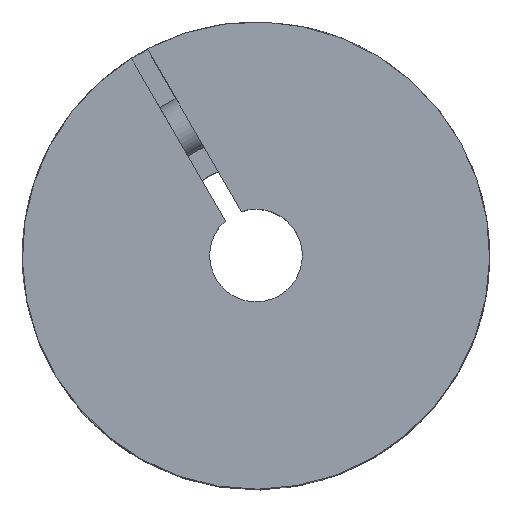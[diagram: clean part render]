
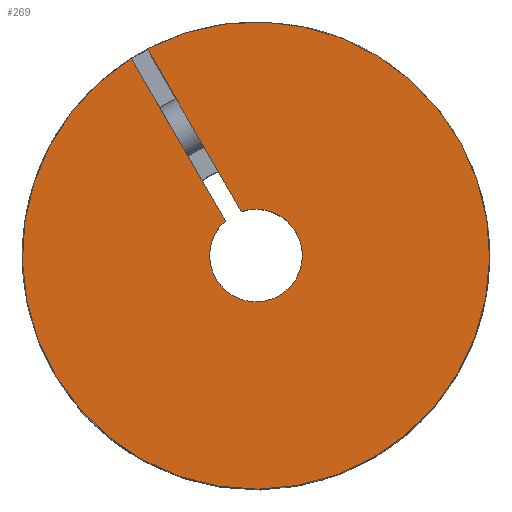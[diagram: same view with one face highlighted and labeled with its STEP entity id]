
A CAD part, top view. The second image highlights one B-rep face of the part: STEP entity #269.
In plain terms, the highlighted planar face has unit normal (0, 0, 1).
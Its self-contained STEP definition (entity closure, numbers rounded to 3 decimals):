
#269=ADVANCED_FACE('',(#605),#606,.T.);
#605=FACE_OUTER_BOUND('',#1013,.T.);
#606=PLANE('',#1014);
#1013=EDGE_LOOP('',(#1869,#1870,#1871,#1872,#1873,#1874));
#1014=AXIS2_PLACEMENT_3D('',#1875,#1876,#1877);
#1869=ORIENTED_EDGE('',*,*,#2855,.T.);
#1870=ORIENTED_EDGE('',*,*,#2636,.T.);
#1871=ORIENTED_EDGE('',*,*,#2859,.T.);
#1872=ORIENTED_EDGE('',*,*,#2583,.T.);
#1873=ORIENTED_EDGE('',*,*,#2860,.T.);
#1874=ORIENTED_EDGE('',*,*,#2861,.T.);
#1875=CARTESIAN_POINT('',(0.0,0.0,25.5));
#1876=DIRECTION('',(0.0,0.0,1.0));
#1877=DIRECTION('',(-0.5,0.866,0.0));
#2583=EDGE_CURVE('',#3144,#3141,#3145,.T.);
#2636=EDGE_CURVE('',#3231,#3235,#3237,.T.);
#2855=EDGE_CURVE('',#3583,#3231,#3584,.T.);
#2859=EDGE_CURVE('',#3235,#3144,#3589,.T.);
#2860=EDGE_CURVE('',#3141,#3590,#3591,.T.);
#2861=EDGE_CURVE('',#3590,#3583,#3592,.T.);
#3141=VERTEX_POINT('',#4045);
#3144=VERTEX_POINT('',#4049);
#3145=CIRCLE('',#4050,12.6);
#3231=VERTEX_POINT('',#4268);
#3235=VERTEX_POINT('',#4273);
#3237=CIRCLE('',#4276,2.5);
#3583=VERTEX_POINT('',#4684);
#3584=CIRCLE('',#4685,2.5);
#3589=LINE('',#4691,#4692);
#3590=VERTEX_POINT('',#4693);
#3591=CIRCLE('',#4694,12.6);
#3592=LINE('',#4695,#4696);
#4045=CARTESIAN_POINT('',(6.3,-10.912,25.5));
#4049=CARTESIAN_POINT('',(-6.728,10.653,25.5));
#4050=AXIS2_PLACEMENT_3D('',#5152,#5153,#5154);
#4268=CARTESIAN_POINT('',(1.25,-2.165,25.5));
#4273=CARTESIAN_POINT('',(-1.658,1.871,25.5));
#4276=AXIS2_PLACEMENT_3D('',#5229,#5230,#5231);
#4684=CARTESIAN_POINT('',(-0.792,2.371,25.5));
#4685=AXIS2_PLACEMENT_3D('',#5648,#5649,#5650);
#4691=CARTESIAN_POINT('',(-2.058,2.565,25.5));
#4692=VECTOR('',#5655,1.0);
#4693=CARTESIAN_POINT('',(-5.862,11.153,25.5));
#4694=AXIS2_PLACEMENT_3D('',#5656,#5657,#5658);
#4695=CARTESIAN_POINT('',(-1.192,3.065,25.5));
#4696=VECTOR('',#5659,1.0);
#5152=CARTESIAN_POINT('',(0.0,0.0,25.5));
#5153=DIRECTION('',(0.0,0.0,1.0));
#5154=DIRECTION('',(0.5,-0.866,0.0));
#5229=CARTESIAN_POINT('',(0.0,0.0,25.5));
#5230=DIRECTION('',(0.0,-0.0,-1.0));
#5231=DIRECTION('',(0.5,-0.866,0.0));
#5648=CARTESIAN_POINT('',(0.0,0.0,25.5));
#5649=DIRECTION('',(0.0,-0.0,-1.0));
#5650=DIRECTION('',(0.5,-0.866,0.0));
#5655=DIRECTION('',(-0.5,0.866,0.0));
#5656=CARTESIAN_POINT('',(0.0,0.0,25.5));
#5657=DIRECTION('',(0.0,0.0,1.0));
#5658=DIRECTION('',(0.5,-0.866,0.0));
#5659=DIRECTION('',(0.5,-0.866,0.0));
